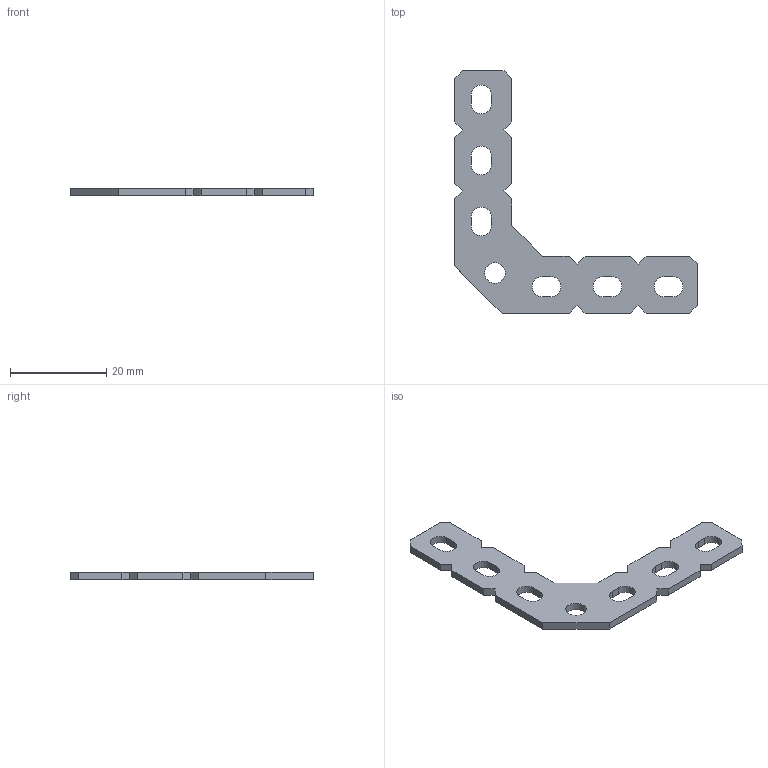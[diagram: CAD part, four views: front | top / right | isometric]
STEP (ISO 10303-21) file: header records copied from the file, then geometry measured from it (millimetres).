
FILE_DESCRIPTION(/* description */ ('STEP AP214'),/* implementation_level */ '2;1');
FILE_NAME(/* name */ '90-Degree_Gusset_Plate.ipt.step',/* time_stamp */ '2020-04-16T23:03:29-04:00',/* author */ ('svradm'),/* organization */ (''),/* preprocessor_version */ 'ST-DEVELOPER v17',/* originating_system */ 'Autodesk Inventor 2019',/* authorisation */ '');
FILE_SCHEMA (('AUTOMOTIVE_DESIGN { 1 0 10303 214 3 1 1 }'));
Length unit declared in the file: inch
Products named in the file (1): 90-Degree_Gusset_Plate
Bounding box: 50.5 x 50.5 x 1.57 mm (x, y, z)
Volume: 1357.4 mm3; surface area: 2217.4 mm2
Topology: 1 solids, 1 shells, 63 faces, 185 edges, 124 vertices
Faces by surface type: plane 50, cylinder 13
Full cylindrical faces by diameter (mm): 4.293 x1
Entity records: 2159 total; most frequent: CARTESIAN_POINT 373, ORIENTED_EDGE 370, DIRECTION 341, EDGE_CURVE 185, LINE 157, VECTOR 157, VERTEX_POINT 124, AXIS2_PLACEMENT_3D 92
